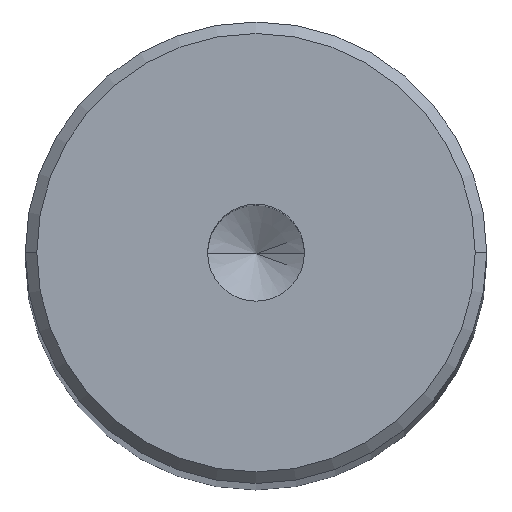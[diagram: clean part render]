
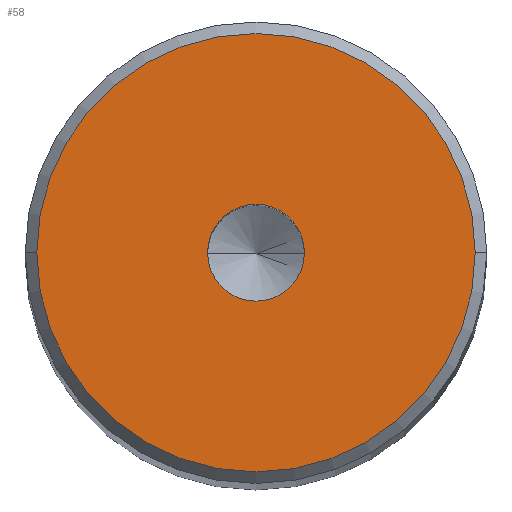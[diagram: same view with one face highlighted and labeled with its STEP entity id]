
A CAD part, top view. The second image highlights one B-rep face of the part: STEP entity #58.
In plain terms, the highlighted planar face has unit normal (0, 0, 1).
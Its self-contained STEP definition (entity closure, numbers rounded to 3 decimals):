
#1 = AXIS2_PLACEMENT_3D ( 'NONE', #403, #184, #138 ) ;
#9 = VERTEX_POINT ( 'NONE', #70 ) ;
#25 = AXIS2_PLACEMENT_3D ( 'NONE', #185, #362, #462 ) ;
#40 = FACE_BOUND ( 'NONE', #84, .T. ) ;
#50 = CARTESIAN_POINT ( 'NONE',  ( -9.5, 0., 0. ) ) ;
#58 = ADVANCED_FACE ( 'NONE', ( #40, #452 ), #190, .T. ) ;
#70 = CARTESIAN_POINT ( 'NONE',  ( -2.1, 0., 0. ) ) ;
#84 = EDGE_LOOP ( 'NONE', ( #136, #266 ) ) ;
#100 = DIRECTION ( 'NONE',  ( 1., 0., 0. ) ) ;
#107 = VERTEX_POINT ( 'NONE', #50 ) ;
#115 = AXIS2_PLACEMENT_3D ( 'NONE', #199, #517, #243 ) ;
#136 = ORIENTED_EDGE ( 'NONE', *, *, #250, .F. ) ;
#138 = DIRECTION ( 'NONE',  ( 1., 0., 0. ) ) ;
#142 = CARTESIAN_POINT ( 'NONE',  ( 9.5, 0., 0. ) ) ;
#166 = VERTEX_POINT ( 'NONE', #142 ) ;
#171 = AXIS2_PLACEMENT_3D ( 'NONE', #299, #205, #286 ) ;
#184 = DIRECTION ( 'NONE',  ( 0., 0., 1. ) ) ;
#185 = CARTESIAN_POINT ( 'NONE',  ( 0., 0., 0. ) ) ;
#190 = PLANE ( 'NONE',  #1 ) ;
#192 = DIRECTION ( 'NONE',  ( 0., 0., 1. ) ) ;
#199 = CARTESIAN_POINT ( 'NONE',  ( 0., 0., 0. ) ) ;
#202 = VERTEX_POINT ( 'NONE', #500 ) ;
#204 = CIRCLE ( 'NONE', #171, 9.5 ) ;
#205 = DIRECTION ( 'NONE',  ( 0., 0., 1. ) ) ;
#234 = CARTESIAN_POINT ( 'NONE',  ( 0., 0., 0. ) ) ;
#240 = AXIS2_PLACEMENT_3D ( 'NONE', #234, #192, #100 ) ;
#243 = DIRECTION ( 'NONE',  ( 1., 0., 0. ) ) ;
#250 = EDGE_CURVE ( 'NONE', #202, #9, #469, .T. ) ;
#259 = CIRCLE ( 'NONE', #240, 2.1 ) ;
#266 = ORIENTED_EDGE ( 'NONE', *, *, #272, .F. ) ;
#272 = EDGE_CURVE ( 'NONE', #9, #202, #259, .T. ) ;
#286 = DIRECTION ( 'NONE',  ( 1., 0., 0. ) ) ;
#297 = ORIENTED_EDGE ( 'NONE', *, *, #327, .T. ) ;
#299 = CARTESIAN_POINT ( 'NONE',  ( 0., 0., 0. ) ) ;
#312 = EDGE_LOOP ( 'NONE', ( #372, #297 ) ) ;
#327 = EDGE_CURVE ( 'NONE', #166, #107, #204, .T. ) ;
#332 = EDGE_CURVE ( 'NONE', #107, #166, #490, .T. ) ;
#362 = DIRECTION ( 'NONE',  ( 0., 0., 1. ) ) ;
#372 = ORIENTED_EDGE ( 'NONE', *, *, #332, .T. ) ;
#403 = CARTESIAN_POINT ( 'NONE',  ( 0., 0., 0. ) ) ;
#452 = FACE_OUTER_BOUND ( 'NONE', #312, .T. ) ;
#462 = DIRECTION ( 'NONE',  ( 1., 0., 0. ) ) ;
#469 = CIRCLE ( 'NONE', #25, 2.1 ) ;
#490 = CIRCLE ( 'NONE', #115, 9.5 ) ;
#500 = CARTESIAN_POINT ( 'NONE',  ( 2.1, 0., 0. ) ) ;
#517 = DIRECTION ( 'NONE',  ( 0., 0., 1. ) ) ;
